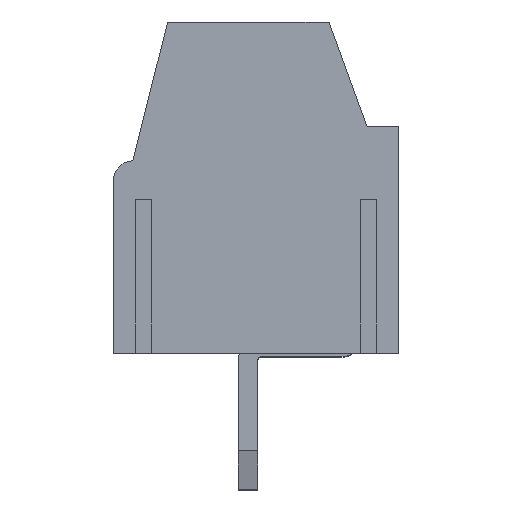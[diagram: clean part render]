
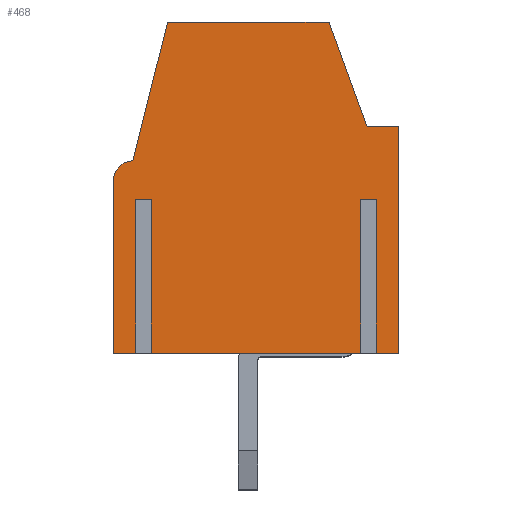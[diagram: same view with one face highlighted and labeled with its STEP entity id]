
A CAD part, top view. The second image highlights one B-rep face of the part: STEP entity #468.
In plain terms, the highlighted planar face has unit normal (0, 0, 1).
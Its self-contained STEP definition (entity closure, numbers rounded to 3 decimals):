
#468=ADVANCED_FACE('3580',(#1148),#1149,.T.);
#1148=FACE_OUTER_BOUND('',#1922,.T.);
#1149=PLANE('',#1923);
#1922=EDGE_LOOP('',(#4560,#4561,#4562,#4563,#4564,#4565,#4566,#4567,#4568,#4569,#4570,#4571,#4572,#4573,#4574,#4575));
#1923=AXIS2_PLACEMENT_3D('',#4576,#4577,#4578);
#4560=ORIENTED_EDGE('',*,*,#6121,.F.);
#4561=ORIENTED_EDGE('',*,*,#6086,.T.);
#4562=ORIENTED_EDGE('',*,*,#6122,.T.);
#4563=ORIENTED_EDGE('',*,*,#6123,.T.);
#4564=ORIENTED_EDGE('',*,*,#6124,.F.);
#4565=ORIENTED_EDGE('',*,*,#6082,.T.);
#4566=ORIENTED_EDGE('',*,*,#6125,.T.);
#4567=ORIENTED_EDGE('',*,*,#6126,.T.);
#4568=ORIENTED_EDGE('',*,*,#6127,.F.);
#4569=ORIENTED_EDGE('',*,*,#6128,.F.);
#4570=ORIENTED_EDGE('',*,*,#6129,.F.);
#4571=ORIENTED_EDGE('',*,*,#5973,.T.);
#4572=ORIENTED_EDGE('',*,*,#6069,.F.);
#4573=ORIENTED_EDGE('',*,*,#6090,.T.);
#4574=ORIENTED_EDGE('',*,*,#6130,.T.);
#4575=ORIENTED_EDGE('',*,*,#6131,.T.);
#4576=CARTESIAN_POINT('',(-3.7,0.0,5.25));
#4577=DIRECTION('',(0.0,0.0,1.0));
#4578=DIRECTION('',(1.0,-0.0,0.0));
#5973=EDGE_CURVE('3921',#7432,#7429,#7433,.T.);
#6069=EDGE_CURVE('3924',#7605,#7429,#7607,.T.);
#6082=EDGE_CURVE('3943',#7628,#7626,#7629,.T.);
#6086=EDGE_CURVE('3942',#7636,#7634,#7637,.T.);
#6090=EDGE_CURVE('3941',#7605,#7642,#7644,.T.);
#6121=EDGE_CURVE('3938',#7636,#7695,#7696,.T.);
#6122=EDGE_CURVE('3939',#7634,#7697,#7698,.T.);
#6123=EDGE_CURVE('3936',#7697,#7699,#7700,.T.);
#6124=EDGE_CURVE('3940',#7628,#7699,#7701,.T.);
#6125=EDGE_CURVE('3916',#7626,#7702,#7703,.T.);
#6126=EDGE_CURVE('3915',#7702,#7704,#7705,.T.);
#6127=EDGE_CURVE('3914',#7706,#7704,#7707,.T.);
#6128=EDGE_CURVE('3926',#7708,#7706,#7709,.T.);
#6129=EDGE_CURVE('3922',#7432,#7708,#7710,.T.);
#6130=EDGE_CURVE('3937',#7642,#7711,#7712,.T.);
#6131=EDGE_CURVE('3935',#7711,#7695,#7713,.T.);
#7429=VERTEX_POINT('',#9708);
#7432=VERTEX_POINT('',#9712);
#7433=CIRCLE('',#9713,0.5);
#7605=VERTEX_POINT('',#9978);
#7607=LINE('',#9981,#9982);
#7626=VERTEX_POINT('',#10012);
#7628=VERTEX_POINT('',#10015);
#7629=LINE('',#10016,#10017);
#7634=VERTEX_POINT('',#10024);
#7636=VERTEX_POINT('',#10027);
#7637=LINE('',#10028,#10029);
#7642=VERTEX_POINT('',#10036);
#7644=LINE('',#10039,#10040);
#7695=VERTEX_POINT('',#10115);
#7696=LINE('',#10116,#10117);
#7697=VERTEX_POINT('',#10118);
#7698=LINE('',#10119,#10120);
#7699=VERTEX_POINT('',#10121);
#7700=LINE('',#10122,#10123);
#7701=LINE('',#10124,#10125);
#7702=VERTEX_POINT('',#10126);
#7703=LINE('',#10127,#10128);
#7704=VERTEX_POINT('',#10129);
#7705=LINE('',#10130,#10131);
#7706=VERTEX_POINT('',#10132);
#7707=LINE('',#10133,#10134);
#7708=VERTEX_POINT('',#10135);
#7709=LINE('',#10136,#10137);
#7710=LINE('',#10138,#10139);
#7711=VERTEX_POINT('',#10140);
#7712=LINE('',#10141,#10142);
#7713=LINE('',#10143,#10144);
#9708=CARTESIAN_POINT('',(-3.7,4.5,5.25));
#9712=CARTESIAN_POINT('',(-3.2,5.0,5.25));
#9713=AXIS2_PLACEMENT_3D('',#11383,#11384,#11385);
#9978=CARTESIAN_POINT('',(-3.7,0.0,5.25));
#9981=CARTESIAN_POINT('',(-3.7,0.0,5.25));
#9982=VECTOR('',#11483,4.5);
#10012=CARTESIAN_POINT('',(3.7,0.0,5.25));
#10015=CARTESIAN_POINT('',(3.12,0.0,5.25));
#10016=CARTESIAN_POINT('',(3.12,0.0,5.25));
#10017=VECTOR('',#11496,0.58);
#10024=CARTESIAN_POINT('',(2.72,0.0,5.25));
#10027=CARTESIAN_POINT('',(-2.72,0.0,5.25));
#10028=CARTESIAN_POINT('',(-2.72,0.0,5.25));
#10029=VECTOR('',#11500,5.44);
#10036=CARTESIAN_POINT('',(-3.12,0.0,5.25));
#10039=CARTESIAN_POINT('',(-3.7,0.0,5.25));
#10040=VECTOR('',#11504,0.58);
#10115=CARTESIAN_POINT('',(-2.72,4.0,5.25));
#10116=CARTESIAN_POINT('',(-2.72,0.0,5.25));
#10117=VECTOR('',#11547,4.0);
#10118=CARTESIAN_POINT('',(2.72,4.0,5.25));
#10119=CARTESIAN_POINT('',(2.72,0.0,5.25));
#10120=VECTOR('',#11548,4.0);
#10121=CARTESIAN_POINT('',(3.12,4.0,5.25));
#10122=CARTESIAN_POINT('',(2.72,4.0,5.25));
#10123=VECTOR('',#11549,0.4);
#10124=CARTESIAN_POINT('',(3.12,0.0,5.25));
#10125=VECTOR('',#11550,4.0);
#10126=CARTESIAN_POINT('',(3.7,5.9,5.25));
#10127=CARTESIAN_POINT('',(3.7,0.0,5.25));
#10128=VECTOR('',#11551,5.9);
#10129=CARTESIAN_POINT('',(2.886,5.9,5.25));
#10130=CARTESIAN_POINT('',(3.7,5.9,5.25));
#10131=VECTOR('',#11552,0.814);
#10132=CARTESIAN_POINT('',(1.9,8.61,5.25));
#10133=CARTESIAN_POINT('',(1.9,8.61,5.25));
#10134=VECTOR('',#11553,2.884);
#10135=CARTESIAN_POINT('',(-2.3,8.61,5.25));
#10136=CARTESIAN_POINT('',(-2.3,8.61,5.25));
#10137=VECTOR('',#11554,4.2);
#10138=CARTESIAN_POINT('',(-3.2,5.0,5.25));
#10139=VECTOR('',#11555,3.72);
#10140=CARTESIAN_POINT('',(-3.12,4.0,5.25));
#10141=CARTESIAN_POINT('',(-3.12,0.0,5.25));
#10142=VECTOR('',#11556,4.0);
#10143=CARTESIAN_POINT('',(-3.12,4.0,5.25));
#10144=VECTOR('',#11557,0.4);
#11383=CARTESIAN_POINT('',(-3.2,4.5,5.25));
#11384=DIRECTION('',(0.0,-0.0,1.0));
#11385=DIRECTION('',(0.,1.0,0.0));
#11483=DIRECTION('',(0.0,1.0,0.0));
#11496=DIRECTION('',(1.0,0.0,0.0));
#11500=DIRECTION('',(1.0,0.0,0.0));
#11504=DIRECTION('',(1.0,0.0,0.0));
#11547=DIRECTION('',(0.0,1.0,0.0));
#11548=DIRECTION('',(0.0,1.0,0.0));
#11549=DIRECTION('',(1.0,0.0,0.0));
#11550=DIRECTION('',(0.0,1.0,0.0));
#11551=DIRECTION('',(0.0,1.0,0.0));
#11552=DIRECTION('',(-1.0,0.0,0.0));
#11553=DIRECTION('',(0.342,-0.94,0.0));
#11554=DIRECTION('',(1.0,0.0,0.0));
#11555=DIRECTION('',(0.242,0.97,0.0));
#11556=DIRECTION('',(0.0,1.0,0.0));
#11557=DIRECTION('',(1.0,0.0,0.0));
